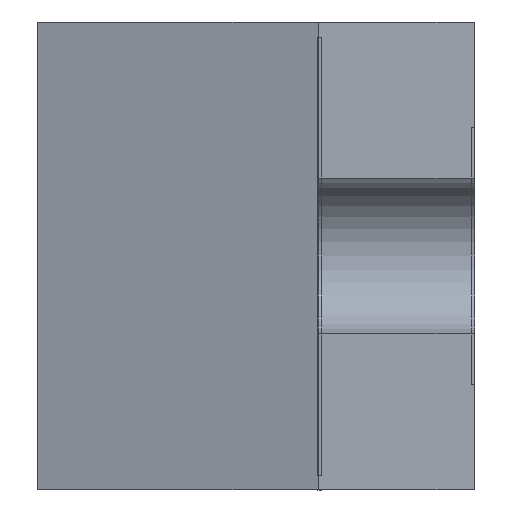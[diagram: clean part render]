
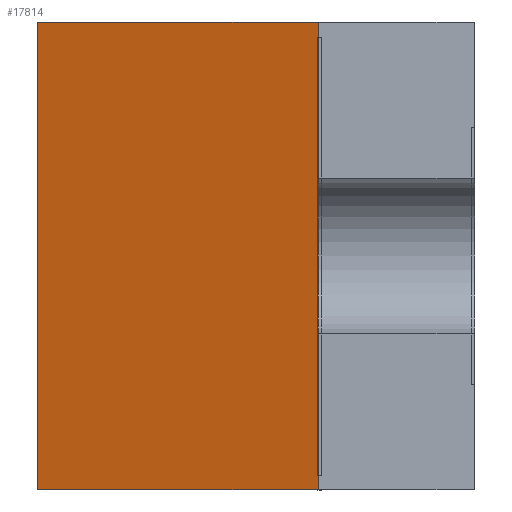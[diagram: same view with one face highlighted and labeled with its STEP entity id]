
A CAD part, left-side view. The second image highlights one B-rep face of the part: STEP entity #17814.
In plain terms, the highlighted planar face has unit normal (-0.964, 0.268, 0).
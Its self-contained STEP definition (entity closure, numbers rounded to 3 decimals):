
#7048 = LINE ( 'NONE', #7049, #7253 ) ;
#7049 = CARTESIAN_POINT ( 'NONE',  ( -1.674, -2.176, 0.75 ) ) ;
#7050 = DIRECTION ( 'NONE',  ( -0.268, -0.964, 0. ) ) ;
#7051 = LINE ( 'NONE', #7052, #7255 ) ;
#7052 = CARTESIAN_POINT ( 'NONE',  ( -1.674, -2.176, -0.75 ) ) ;
#7053 = DIRECTION ( 'NONE',  ( -0.268, -0.964, 0. ) ) ;
#7054 = LINE ( 'NONE', #7055, #7257 ) ;
#7055 = CARTESIAN_POINT ( 'NONE',  ( -1., 0.25, 0.75 ) ) ;
#7056 = DIRECTION ( 'NONE',  ( 0., 0., -1. ) ) ;
#7069 = LINE ( 'NONE', #7070, #7261 ) ;
#7070 = CARTESIAN_POINT ( 'NONE',  ( -0.75, 1.15, 0.75 ) ) ;
#7071 = DIRECTION ( 'NONE',  ( 0., 0., -1. ) ) ;
#7253 = VECTOR ( 'NONE', #7050, 1000. ) ;
#7255 = VECTOR ( 'NONE', #7053, 1000. ) ;
#7257 = VECTOR ( 'NONE', #7056, 1000. ) ;
#7261 = VECTOR ( 'NONE', #7071, 1000. ) ;
#11407 = FACE_OUTER_BOUND ( 'NONE', #17597, .T. ) ;
#11413 = AXIS2_PLACEMENT_3D ( 'NONE', #12137, #12138, #12139 ) ;
#11570 = CARTESIAN_POINT ( 'NONE',  ( -0.75, 1.15, 0.75 ) ) ;
#11571 = CARTESIAN_POINT ( 'NONE',  ( -1., 0.25, -0.75 ) ) ;
#11573 = CARTESIAN_POINT ( 'NONE',  ( -1., 0.25, 0.75 ) ) ;
#11582 = CARTESIAN_POINT ( 'NONE',  ( -0.75, 1.15, -0.75 ) ) ;
#12136 = PLANE ( 'NONE',  #11413 ) ;
#12137 = CARTESIAN_POINT ( 'NONE',  ( -1.674, -2.176, 0.75 ) ) ;
#12138 = DIRECTION ( 'NONE',  ( 0.964, -0.268, 0. ) ) ;
#12139 = DIRECTION ( 'NONE',  ( 0.268, 0.964, 0. ) ) ;
#13424 = EDGE_CURVE ( 'NONE', #16095, #16098, #7048, .T. ) ;
#13425 = EDGE_CURVE ( 'NONE', #16107, #16096, #7051, .T. ) ;
#13426 = EDGE_CURVE ( 'NONE', #16098, #16096, #7054, .T. ) ;
#13431 = EDGE_CURVE ( 'NONE', #16095, #16107, #7069, .T. ) ;
#15634 = ORIENTED_EDGE ( 'NONE', *, *, #13425, .T. ) ;
#15650 = ORIENTED_EDGE ( 'NONE', *, *, #13431, .T. ) ;
#15651 = ORIENTED_EDGE ( 'NONE', *, *, #13426, .F. ) ;
#15652 = ORIENTED_EDGE ( 'NONE', *, *, #13424, .F. ) ;
#16095 = VERTEX_POINT ( 'NONE', #11570 ) ;
#16096 = VERTEX_POINT ( 'NONE', #11571 ) ;
#16098 = VERTEX_POINT ( 'NONE', #11573 ) ;
#16107 = VERTEX_POINT ( 'NONE', #11582 ) ;
#17597 = EDGE_LOOP ( 'NONE', ( #15634, #15651, #15652, #15650 ) ) ;
#17814 = ADVANCED_FACE ( 'NONE', ( #11407 ), #12136, .F. ) ;
